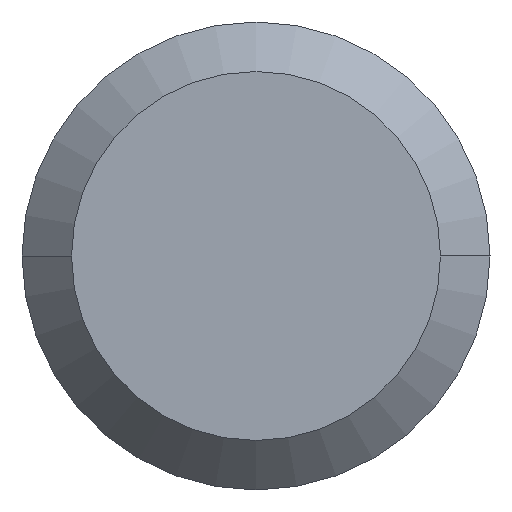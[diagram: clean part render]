
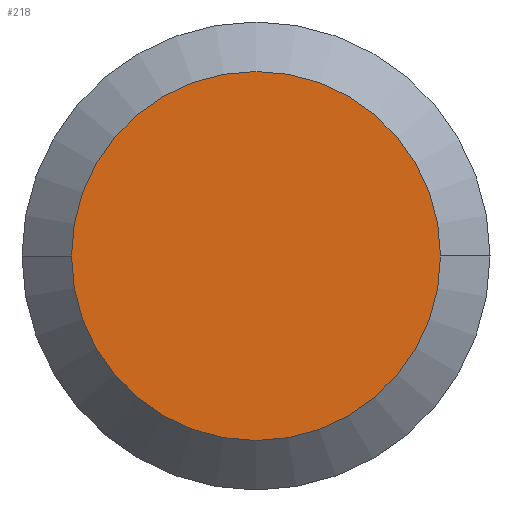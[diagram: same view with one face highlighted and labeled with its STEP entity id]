
A CAD part, left-side view. The second image highlights one B-rep face of the part: STEP entity #218.
In plain terms, the highlighted planar face has unit normal (-1, 0, 0).
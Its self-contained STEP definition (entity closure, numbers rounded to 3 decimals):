
#15 = AXIS2_PLACEMENT_3D ( 'NONE', #305, #371, #55 ) ;
#27 = EDGE_CURVE ( 'NONE', #53, #114, #226, .T. ) ;
#33 = DIRECTION ( 'NONE',  ( 0., 1., 0. ) ) ;
#44 = DIRECTION ( 'NONE',  ( 0., 1., 0. ) ) ;
#53 = VERTEX_POINT ( 'NONE', #387 ) ;
#55 = DIRECTION ( 'NONE',  ( 0., -1., 0. ) ) ;
#67 = DIRECTION ( 'NONE',  ( 1., 0., 0. ) ) ;
#79 = PLANE ( 'NONE',  #15 ) ;
#89 = ORIENTED_EDGE ( 'NONE', *, *, #27, .F. ) ;
#114 = VERTEX_POINT ( 'NONE', #193 ) ;
#130 = CIRCLE ( 'NONE', #365, 2.365 ) ;
#169 = EDGE_LOOP ( 'NONE', ( #286, #89 ) ) ;
#179 = DIRECTION ( 'NONE',  ( 1., 0., 0. ) ) ;
#183 = FACE_OUTER_BOUND ( 'NONE', #169, .T. ) ;
#193 = CARTESIAN_POINT ( 'NONE',  ( 0., 2.365, 0. ) ) ;
#218 = ADVANCED_FACE ( 'NONE', ( #183 ), #79, .T. ) ;
#226 = CIRCLE ( 'NONE', #294, 2.365 ) ;
#267 = EDGE_CURVE ( 'NONE', #114, #53, #130, .T. ) ;
#286 = ORIENTED_EDGE ( 'NONE', *, *, #267, .F. ) ;
#294 = AXIS2_PLACEMENT_3D ( 'NONE', #359, #67, #33 ) ;
#305 = CARTESIAN_POINT ( 'NONE',  ( 0., 0., 0. ) ) ;
#359 = CARTESIAN_POINT ( 'NONE',  ( 0., 0., 0. ) ) ;
#365 = AXIS2_PLACEMENT_3D ( 'NONE', #368, #179, #44 ) ;
#368 = CARTESIAN_POINT ( 'NONE',  ( 0., 0., 0. ) ) ;
#371 = DIRECTION ( 'NONE',  ( -1., 0., 0. ) ) ;
#387 = CARTESIAN_POINT ( 'NONE',  ( 0., -2.365, 0. ) ) ;
